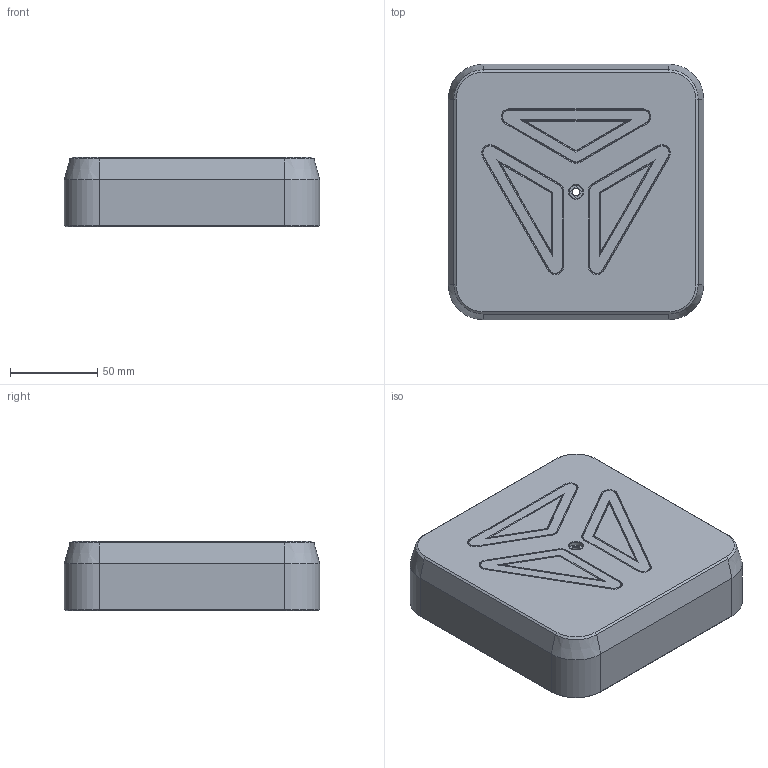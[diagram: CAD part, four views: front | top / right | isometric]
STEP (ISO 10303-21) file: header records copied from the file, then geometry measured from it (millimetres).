
FILE_DESCRIPTION(/* description */ (''),/* implementation_level */ '2;1');
FILE_NAME(/* name */ 'Weather Guard v11.step',/* time_stamp */ '2024-03-11T18:31:13-07:00',/* author */ (''),/* organization */ (''),/* preprocessor_version */ 'ST-DEVELOPER v20',/* originating_system */ 'Autodesk Translation Framework v12.20.1.177',/* authorisation */ '');
FILE_SCHEMA (('AUTOMOTIVE_DESIGN { 1 0 10303 214 3 1 1 }'));
Length unit declared in the file: millimetre
Products named in the file (1): P-TET-000162
Bounding box: 146.77 x 146.77 x 40 mm (x, y, z)
Volume: 84386.8 mm3; surface area: 82302 mm2
Topology: 1 solids, 1 shells, 177 faces, 382 edges, 223 vertices
Faces by surface type: plane 102, cone 56, cylinder 19
Full cylindrical faces by diameter (mm): 4.5 x1, 7 x1, 7.5 x4, 7.8 x1, 11 x4
Entity records: 4724 total; most frequent: DIRECTION 849, CARTESIAN_POINT 783, ORIENTED_EDGE 764, EDGE_CURVE 382, AXIS2_PLACEMENT_3D 289, LINE 271, VECTOR 271, VERTEX_POINT 223
